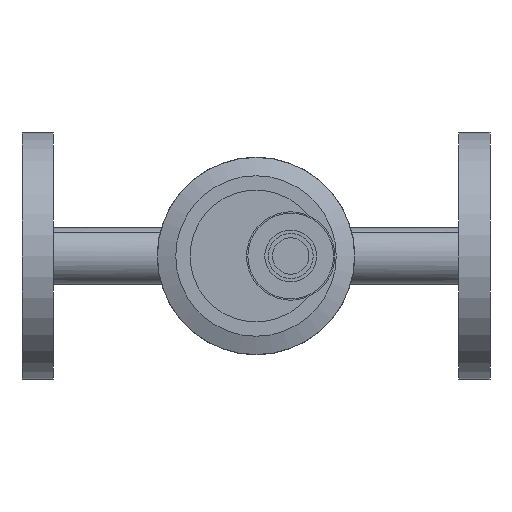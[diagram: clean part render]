
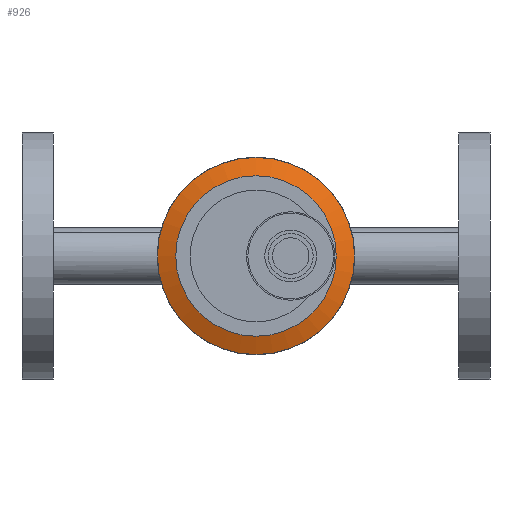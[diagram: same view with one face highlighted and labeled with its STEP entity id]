
A CAD part, left-side view. The second image highlights one B-rep face of the part: STEP entity #926.
In plain terms, the highlighted conical face has half-angle 70.07 degrees and reference radius 34.377 mm.
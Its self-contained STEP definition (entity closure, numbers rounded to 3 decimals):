
#31=CONICAL_SURFACE('',#1084,34.377,1.223);
#148=FACE_OUTER_BOUND('',#243,.T.);
#243=EDGE_LOOP('',(#829,#830,#831,#832));
#282=LINE('',#1796,#318);
#318=VECTOR('',#1392,34.377);
#393=CIRCLE('',#1083,37.899);
#394=CIRCLE('',#1085,30.854);
#474=VERTEX_POINT('',#1791);
#475=VERTEX_POINT('',#1794);
#593=EDGE_CURVE('',#474,#474,#393,.T.);
#594=EDGE_CURVE('',#475,#475,#394,.T.);
#595=EDGE_CURVE('',#475,#474,#282,.T.);
#829=ORIENTED_EDGE('',*,*,#594,.F.);
#830=ORIENTED_EDGE('',*,*,#595,.T.);
#831=ORIENTED_EDGE('',*,*,#593,.T.);
#832=ORIENTED_EDGE('',*,*,#595,.F.);
#926=ADVANCED_FACE('',(#148),#31,.T.);
#1083=AXIS2_PLACEMENT_3D('',#1792,#1386,#1387);
#1084=AXIS2_PLACEMENT_3D('',#1793,#1388,#1389);
#1085=AXIS2_PLACEMENT_3D('',#1795,#1390,#1391);
#1386=DIRECTION('center_axis',(-1.,0.,0.));
#1387=DIRECTION('ref_axis',(0.,0.,1.));
#1388=DIRECTION('center_axis',(1.,0.,0.));
#1389=DIRECTION('ref_axis',(0.,1.,0.));
#1390=DIRECTION('center_axis',(-1.,0.,0.));
#1391=DIRECTION('ref_axis',(0.,0.,1.));
#1392=DIRECTION('',(0.341,-0.94,0.));
#1791=CARTESIAN_POINT('',(229.755,-37.899,0.));
#1792=CARTESIAN_POINT('Origin',(229.755,0.,
0.));
#1793=CARTESIAN_POINT('Origin',(228.478,0.,
0.));
#1794=CARTESIAN_POINT('',(227.201,-30.854,0.));
#1795=CARTESIAN_POINT('Origin',(227.201,0.,
0.));
#1796=CARTESIAN_POINT('',(228.478,-34.377,0.));
